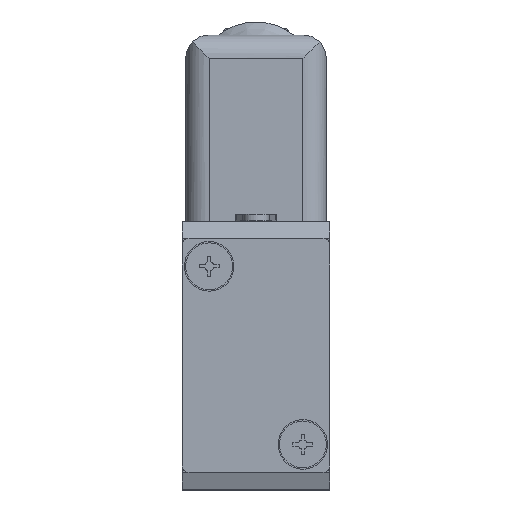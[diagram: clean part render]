
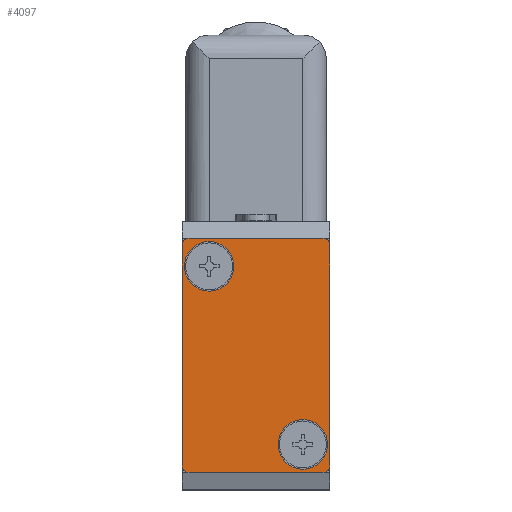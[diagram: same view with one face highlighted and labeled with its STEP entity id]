
A CAD part, top view. The second image highlights one B-rep face of the part: STEP entity #4097.
In plain terms, the highlighted planar face has unit normal (0, 0, 1).
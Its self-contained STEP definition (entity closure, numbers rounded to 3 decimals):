
#41=PLANE('',#4469);
#278=CIRCLE('',#4447,1.);
#282=CIRCLE('',#4453,1.);
#286=CIRCLE('',#4459,1.);
#290=CIRCLE('',#4465,1.);
#293=CIRCLE('',#4470,3.7);
#294=CIRCLE('',#4471,3.7);
#460=LINE('',#6437,#861);
#466=LINE('',#6457,#867);
#472=LINE('',#6477,#873);
#477=LINE('',#6494,#878);
#861=VECTOR('',#5118,1000.);
#867=VECTOR('',#5136,1000.);
#873=VECTOR('',#5154,1000.);
#878=VECTOR('',#5171,1000.);
#1443=ORIENTED_EDGE('',*,*,#2591,.F.);
#1444=ORIENTED_EDGE('',*,*,#2592,.F.);
#1445=ORIENTED_EDGE('',*,*,#2554,.T.);
#1446=ORIENTED_EDGE('',*,*,#2561,.T.);
#1447=ORIENTED_EDGE('',*,*,#2565,.T.);
#1448=ORIENTED_EDGE('',*,*,#2571,.T.);
#1449=ORIENTED_EDGE('',*,*,#2575,.T.);
#1450=ORIENTED_EDGE('',*,*,#2581,.T.);
#1451=ORIENTED_EDGE('',*,*,#2585,.T.);
#1452=ORIENTED_EDGE('',*,*,#2590,.T.);
#2554=EDGE_CURVE('',#3113,#3112,#278,.T.);
#2561=EDGE_CURVE('',#3112,#3118,#460,.T.);
#2565=EDGE_CURVE('',#3118,#3122,#282,.T.);
#2571=EDGE_CURVE('',#3122,#3126,#466,.T.);
#2575=EDGE_CURVE('',#3126,#3130,#286,.T.);
#2581=EDGE_CURVE('',#3130,#3134,#472,.T.);
#2585=EDGE_CURVE('',#3134,#3138,#290,.T.);
#2590=EDGE_CURVE('',#3138,#3113,#477,.T.);
#2591=EDGE_CURVE('',#3141,#3141,#293,.T.);
#2592=EDGE_CURVE('',#3142,#3142,#294,.T.);
#3112=VERTEX_POINT('',#6422);
#3113=VERTEX_POINT('',#6424);
#3118=VERTEX_POINT('',#6436);
#3122=VERTEX_POINT('',#6445);
#3126=VERTEX_POINT('',#6456);
#3130=VERTEX_POINT('',#6465);
#3134=VERTEX_POINT('',#6476);
#3138=VERTEX_POINT('',#6485);
#3141=VERTEX_POINT('',#6497);
#3142=VERTEX_POINT('',#6499);
#3427=EDGE_LOOP('',(#1443));
#3428=EDGE_LOOP('',(#1444));
#3429=EDGE_LOOP('',(#1445,#1446,#1447,#1448,#1449,#1450,#1451,#1452));
#3727=FACE_BOUND('',#3427,.T.);
#3728=FACE_BOUND('',#3428,.T.);
#3729=FACE_BOUND('',#3429,.T.);
#4097=ADVANCED_FACE('',(#3727,#3728,#3729),#41,.T.);
#4447=AXIS2_PLACEMENT_3D('',#6423,#5106,#5107);
#4453=AXIS2_PLACEMENT_3D('',#6446,#5125,#5126);
#4459=AXIS2_PLACEMENT_3D('',#6466,#5143,#5144);
#4465=AXIS2_PLACEMENT_3D('',#6486,#5161,#5162);
#4469=AXIS2_PLACEMENT_3D('',#6495,#5172,#5173);
#4470=AXIS2_PLACEMENT_3D('',#6496,#5174,#5175);
#4471=AXIS2_PLACEMENT_3D('',#6498,#5176,#5177);
#5106=DIRECTION('',(0.,0.,1.));
#5107=DIRECTION('',(1.,0.,0.));
#5118=DIRECTION('',(0.,-1.,0.));
#5125=DIRECTION('',(0.,0.,1.));
#5126=DIRECTION('',(1.,0.,0.));
#5136=DIRECTION('',(1.,0.,0.));
#5143=DIRECTION('',(0.,0.,1.));
#5144=DIRECTION('',(1.,0.,0.));
#5154=DIRECTION('',(0.,1.,0.));
#5161=DIRECTION('',(0.,0.,1.));
#5162=DIRECTION('',(1.,0.,0.));
#5171=DIRECTION('',(-1.,0.,0.));
#5172=DIRECTION('',(0.,0.,1.));
#5173=DIRECTION('',(1.,0.,0.));
#5174=DIRECTION('',(0.,0.,1.));
#5175=DIRECTION('',(1.,0.,0.));
#5176=DIRECTION('',(0.,0.,1.));
#5177=DIRECTION('',(1.,0.,0.));
#6422=CARTESIAN_POINT('',(-11.,16.5,0.));
#6423=CARTESIAN_POINT('',(-10.,16.5,0.));
#6424=CARTESIAN_POINT('',(-10.,17.5,0.));
#6436=CARTESIAN_POINT('',(-11.,-16.5,0.));
#6437=CARTESIAN_POINT('',(-11.,16.5,0.));
#6445=CARTESIAN_POINT('',(-10.,-17.5,0.));
#6446=CARTESIAN_POINT('',(-10.,-16.5,0.));
#6456=CARTESIAN_POINT('',(10.,-17.5,0.));
#6457=CARTESIAN_POINT('',(-10.,-17.5,0.));
#6465=CARTESIAN_POINT('',(11.,-16.5,0.));
#6466=CARTESIAN_POINT('',(10.,-16.5,0.));
#6476=CARTESIAN_POINT('',(11.,16.5,0.));
#6477=CARTESIAN_POINT('',(11.,-16.5,0.));
#6485=CARTESIAN_POINT('',(10.,17.5,0.));
#6486=CARTESIAN_POINT('',(10.,16.5,0.));
#6494=CARTESIAN_POINT('',(10.,17.5,0.));
#6495=CARTESIAN_POINT('',(-10.,16.5,0.));
#6496=CARTESIAN_POINT('',(7.,-13.3,0.));
#6497=CARTESIAN_POINT('',(10.7,-13.3,0.));
#6498=CARTESIAN_POINT('',(-7.,13.3,0.));
#6499=CARTESIAN_POINT('',(-3.3,13.3,0.));
